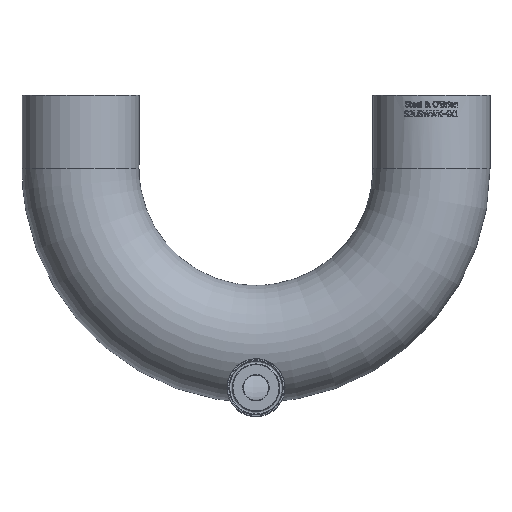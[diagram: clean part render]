
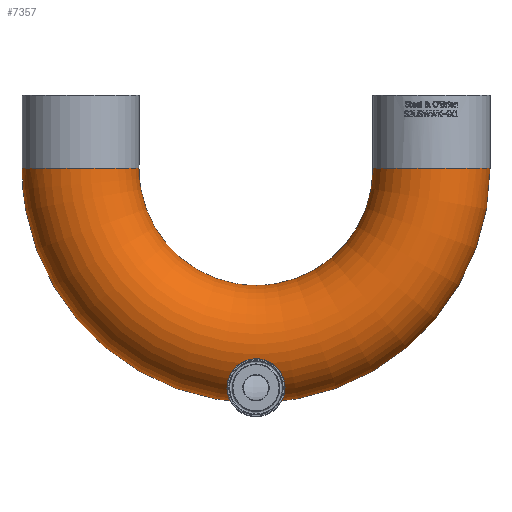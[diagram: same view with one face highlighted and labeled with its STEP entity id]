
A CAD part, top view. The second image highlights one B-rep face of the part: STEP entity #7357.
In plain terms, the highlighted toroidal (fillet/blend) face has major radius 152.4 mm and minor radius 50.8 mm.
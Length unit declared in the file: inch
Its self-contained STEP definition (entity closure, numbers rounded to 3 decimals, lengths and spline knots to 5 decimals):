
#26=TOROIDAL_SURFACE('',#7864,6.,2.);
#169=FACE_BOUND('',#1411,.T.);
#170=FACE_BOUND('',#1412,.T.);
#934=FACE_OUTER_BOUND('',#1410,.T.);
#1410=EDGE_LOOP('',(#6854));
#1411=EDGE_LOOP('',(#6855));
#1412=EDGE_LOOP('',(#6856));
#1756=B_SPLINE_CURVE_WITH_KNOTS('',3,(#15830,#15831,#15832,#15833,#15834,
#15835,#15836,#15837,#15838,#15839,#15840,#15841,#15842,#15843,#15844,#15845,
#15846,#15847,#15848,#15849,#15850,#15851,#15852,#15853,#15854,#15855,#15856,
#15857,#15858,#15859,#15860,#15861,#15862,#15863,#15864,#15865,#15866,#15867),
 .UNSPECIFIED.,.T.,.F.,(4,2,2,2,2,2,2,2,2,2,2,2,2,2,2,2,2,2,4),(-14.08412,
-14.08149,-12.69625,-10.71128,-9.82585,
-9.27245,-8.76471,-8.1444,-7.57006,
-7.04074,-6.51143,-5.93708,-5.31677,
-4.80903,-4.25563,-3.37021,-1.38524,
0.,0.00263),.UNSPECIFIED.);
#1915=CIRCLE('',#7798,2.);
#1943=CIRCLE('',#7860,2.);
#3589=VERTEX_POINT('',#15676);
#3613=VERTEX_POINT('',#15829);
#3618=VERTEX_POINT('',#15884);
#4667=EDGE_CURVE('',#3589,#3589,#1915,.T.);
#4691=EDGE_CURVE('',#3613,#3613,#1756,.T.);
#4697=EDGE_CURVE('',#3618,#3618,#1943,.T.);
#6854=ORIENTED_EDGE('',*,*,#4667,.F.);
#6855=ORIENTED_EDGE('',*,*,#4697,.F.);
#6856=ORIENTED_EDGE('',*,*,#4691,.T.);
#7357=ADVANCED_FACE('',(#934,#169,#170),#26,.T.);
#7798=AXIS2_PLACEMENT_3D('',#15677,#9214,#9215);
#7860=AXIS2_PLACEMENT_3D('',#15885,#9338,#9339);
#7864=AXIS2_PLACEMENT_3D('',#15890,#9346,#9347);
#9214=DIRECTION('center_axis',(0.,1.,0.));
#9215=DIRECTION('ref_axis',(-1.,0.,0.));
#9338=DIRECTION('center_axis',(0.,1.,0.));
#9339=DIRECTION('ref_axis',(1.,0.,0.));
#9346=DIRECTION('center_axis',(0.,0.,-1.));
#9347=DIRECTION('ref_axis',(0.707,-0.707,0.));
#15676=CARTESIAN_POINT('',(6.,12.92556,-2.));
#15677=CARTESIAN_POINT('Origin',(6.,12.92556,0.));
#15829=CARTESIAN_POINT('',(0.,4.92556,0.));
#15830=CARTESIAN_POINT('Ctrl Pts',(0.,4.92556,
0.));
#15831=CARTESIAN_POINT('Ctrl Pts',(-0.00016,4.92556,
0.00031));
#15832=CARTESIAN_POINT('Ctrl Pts',(-0.00032,4.92556,
0.00061));
#15833=CARTESIAN_POINT('Ctrl Pts',(-0.08389,4.92564,
0.16244));
#15834=CARTESIAN_POINT('Ctrl Pts',(-0.16756,4.94659,
0.32433));
#15835=CARTESIAN_POINT('Ctrl Pts',(-0.35153,5.04899,
0.71229));
#15836=CARTESIAN_POINT('Ctrl Pts',(-0.43404,5.14775,0.91725));
#15837=CARTESIAN_POINT('Ctrl Pts',(-0.49161,5.31873,
1.17296));
#15838=CARTESIAN_POINT('Ctrl Pts',(-0.50176,5.37782,1.24977));
#15839=CARTESIAN_POINT('Ctrl Pts',(-0.49849,5.48113,1.36704));
#15840=CARTESIAN_POINT('Ctrl Pts',(-0.49245,5.52271,
1.41045));
#15841=CARTESIAN_POINT('Ctrl Pts',(-0.46888,5.60384,
1.48867));
#15842=CARTESIAN_POINT('Ctrl Pts',(-0.45237,5.64318,
1.52381));
#15843=CARTESIAN_POINT('Ctrl Pts',(-0.40152,5.72848,
1.59502));
#15844=CARTESIAN_POINT('Ctrl Pts',(-0.36447,5.77324,
1.62894));
#15845=CARTESIAN_POINT('Ctrl Pts',(-0.27368,5.8478,1.68207));
#15846=CARTESIAN_POINT('Ctrl Pts',(-0.22265,5.87732,1.70144));
#15847=CARTESIAN_POINT('Ctrl Pts',(-0.11299,5.9158,
1.72611));
#15848=CARTESIAN_POINT('Ctrl Pts',(-0.05693,5.92556,
1.73205));
#15849=CARTESIAN_POINT('Ctrl Pts',(0.05693,5.92556,
1.73205));
#15850=CARTESIAN_POINT('Ctrl Pts',(0.11299,5.9158,1.72611));
#15851=CARTESIAN_POINT('Ctrl Pts',(0.22265,5.87732,1.70144));
#15852=CARTESIAN_POINT('Ctrl Pts',(0.27368,5.8478,1.68207));
#15853=CARTESIAN_POINT('Ctrl Pts',(0.36447,5.77324,1.62894));
#15854=CARTESIAN_POINT('Ctrl Pts',(0.40152,5.72848,1.59502));
#15855=CARTESIAN_POINT('Ctrl Pts',(0.45237,5.64318,1.52381));
#15856=CARTESIAN_POINT('Ctrl Pts',(0.46888,5.60384,1.48867));
#15857=CARTESIAN_POINT('Ctrl Pts',(0.49245,5.52271,1.41045));
#15858=CARTESIAN_POINT('Ctrl Pts',(0.49849,5.48113,1.36704));
#15859=CARTESIAN_POINT('Ctrl Pts',(0.50176,5.37782,1.24977));
#15860=CARTESIAN_POINT('Ctrl Pts',(0.49161,5.31873,1.17296));
#15861=CARTESIAN_POINT('Ctrl Pts',(0.43404,5.14775,0.91725));
#15862=CARTESIAN_POINT('Ctrl Pts',(0.35153,5.04899,0.71229));
#15863=CARTESIAN_POINT('Ctrl Pts',(0.16756,4.94659,0.32433));
#15864=CARTESIAN_POINT('Ctrl Pts',(0.08389,4.92564,
0.16244));
#15865=CARTESIAN_POINT('Ctrl Pts',(0.00032,4.92556,
0.00061));
#15866=CARTESIAN_POINT('Ctrl Pts',(0.00016,4.92556,
0.00031));
#15867=CARTESIAN_POINT('Ctrl Pts',(0.,4.92556,
0.));
#15884=CARTESIAN_POINT('',(-4.,12.92556,0.));
#15885=CARTESIAN_POINT('Origin',(-6.,12.92556,0.));
#15890=CARTESIAN_POINT('Origin',(0.,12.92556,
0.));
